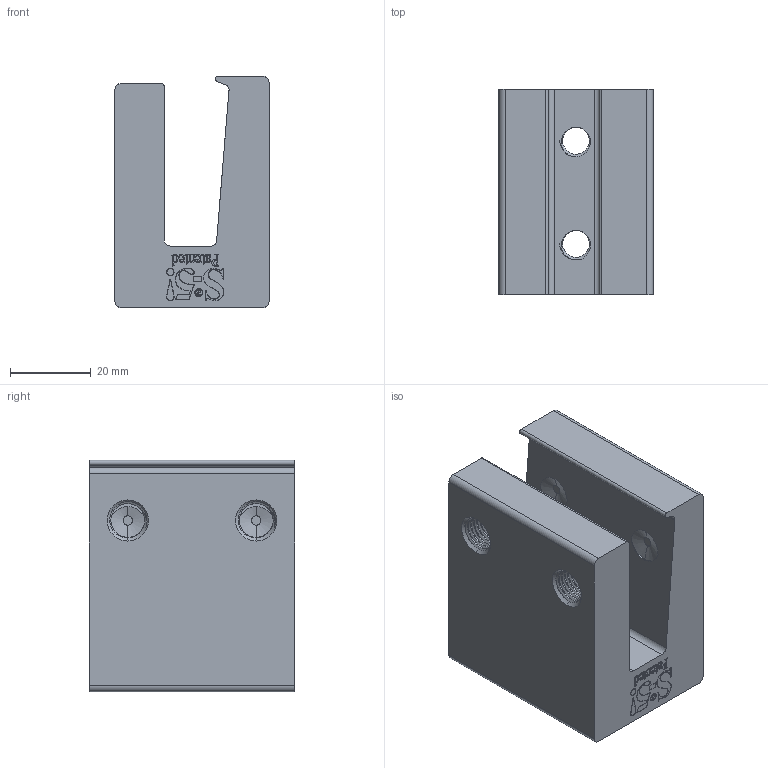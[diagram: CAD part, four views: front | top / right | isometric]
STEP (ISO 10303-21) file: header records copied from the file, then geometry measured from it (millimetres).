
FILE_DESCRIPTION (( 'STEP AP203' ), '1' );
FILE_NAME ('S-5-N 1.5.STEP', '2016-12-08T15:57:10', ( '' ), ( '' ), 'SwSTEP 2.0', 'SolidWorks 2017', '' );
FILE_SCHEMA (( 'CONFIG_CONTROL_DESIGN' ));
Length unit declared in the file: inch
Products named in the file (1): S-5-N 1.5
Bounding box: 38.1 x 50.8 x 57.22 mm (x, y, z)
Volume: 75945.1 mm3; surface area: 18505.5 mm2
Topology: 1 solids, 1 shells, 602 faces, 1689 edges, 1126 vertices
Faces by surface type: plane 219, cylinder 204, bspline 166, cone 13
Entity records: 29388 total; most frequent: CARTESIAN_POINT 15997, ORIENTED_EDGE 3378, DIRECTION 1909, EDGE_CURVE 1689, VERTEX_POINT 1126, VECTOR 899, LINE 899, EDGE_LOOP 647
